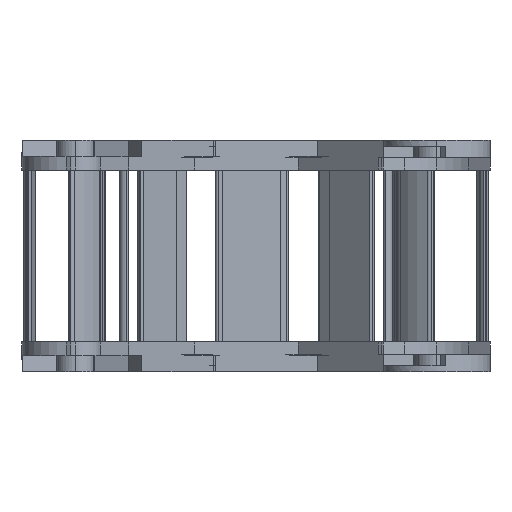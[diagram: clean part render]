
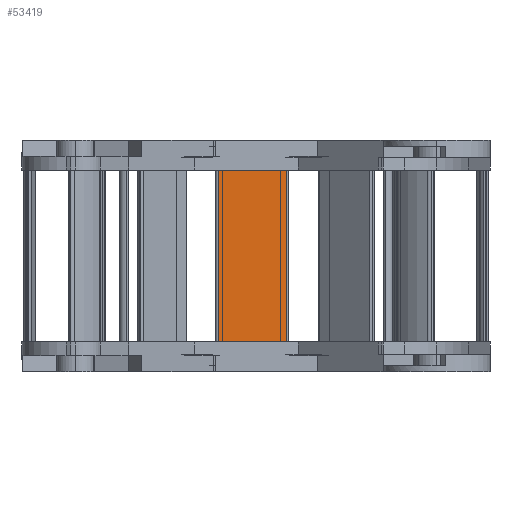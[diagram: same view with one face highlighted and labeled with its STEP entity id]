
A CAD part, left-side view. The second image highlights one B-rep face of the part: STEP entity #53419.
In plain terms, the highlighted planar face has unit normal (-0.998, -0.068, 0).
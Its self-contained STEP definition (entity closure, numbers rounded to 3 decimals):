
#1345 = LINE ( 'NONE', #49624, #19686 ) ;
#2281 = DIRECTION ( 'NONE',  ( 0., 0., -1. ) ) ;
#4141 = CARTESIAN_POINT ( 'NONE',  ( 26.987, 32.465, 18.5 ) ) ;
#4713 = CARTESIAN_POINT ( 'NONE',  ( 25.991, 47.132, 18.5 ) ) ;
#5113 = LINE ( 'NONE', #39033, #22252 ) ;
#8421 = EDGE_CURVE ( 'NONE', #24004, #51537, #1345, .T. ) ;
#8654 = ORIENTED_EDGE ( 'NONE', *, *, #37289, .F. ) ;
#9894 = CARTESIAN_POINT ( 'NONE',  ( 26.987, 32.465, -18.5 ) ) ;
#13599 = CARTESIAN_POINT ( 'NONE',  ( 26.987, 32.465, 18.5 ) ) ;
#16432 = VECTOR ( 'NONE', #61723, 1000. ) ;
#18302 = DIRECTION ( 'NONE',  ( 0.998, 0.068, 0. ) ) ;
#19686 = VECTOR ( 'NONE', #72611, 1000. ) ;
#19815 = LINE ( 'NONE', #13599, #56065 ) ;
#22252 = VECTOR ( 'NONE', #27324, 1000. ) ;
#23793 = PLANE ( 'NONE',  #38504 ) ;
#24004 = VERTEX_POINT ( 'NONE', #55191 ) ;
#27324 = DIRECTION ( 'NONE',  ( -0.068, 0.998, 0. ) ) ;
#29250 = DIRECTION ( 'NONE',  ( 0., 0., -1. ) ) ;
#33451 = VERTEX_POINT ( 'NONE', #9894 ) ;
#34679 = ORIENTED_EDGE ( 'NONE', *, *, #59197, .F. ) ;
#37289 = EDGE_CURVE ( 'NONE', #33451, #24004, #5113, .T. ) ;
#38504 = AXIS2_PLACEMENT_3D ( 'NONE', #4713, #18302, #29250 ) ;
#39033 = CARTESIAN_POINT ( 'NONE',  ( 27.607, 23.336, -18.5 ) ) ;
#40215 = ORIENTED_EDGE ( 'NONE', *, *, #8421, .F. ) ;
#42870 = CARTESIAN_POINT ( 'NONE',  ( 25.991, 47.132, 18.5 ) ) ;
#49624 = CARTESIAN_POINT ( 'NONE',  ( 25.991, 47.132, 18.5 ) ) ;
#51537 = VERTEX_POINT ( 'NONE', #42870 ) ;
#52652 = FACE_OUTER_BOUND ( 'NONE', #58011, .T. ) ;
#53419 = ADVANCED_FACE ( 'NONE', ( #52652 ), #23793, .F. ) ;
#55191 = CARTESIAN_POINT ( 'NONE',  ( 25.991, 47.132, -18.5 ) ) ;
#56065 = VECTOR ( 'NONE', #2281, 1000. ) ;
#56752 = EDGE_CURVE ( 'NONE', #51537, #68078, #72648, .T. ) ;
#58011 = EDGE_LOOP ( 'NONE', ( #34679, #63819, #40215, #8654 ) ) ;
#59197 = EDGE_CURVE ( 'NONE', #68078, #33451, #19815, .T. ) ;
#60976 = CARTESIAN_POINT ( 'NONE',  ( 25.991, 47.132, 18.5 ) ) ;
#61723 = DIRECTION ( 'NONE',  ( 0.068, -0.998, 0. ) ) ;
#63819 = ORIENTED_EDGE ( 'NONE', *, *, #56752, .F. ) ;
#68078 = VERTEX_POINT ( 'NONE', #4141 ) ;
#72611 = DIRECTION ( 'NONE',  ( 0., 0., 1. ) ) ;
#72648 = LINE ( 'NONE', #60976, #16432 ) ;
